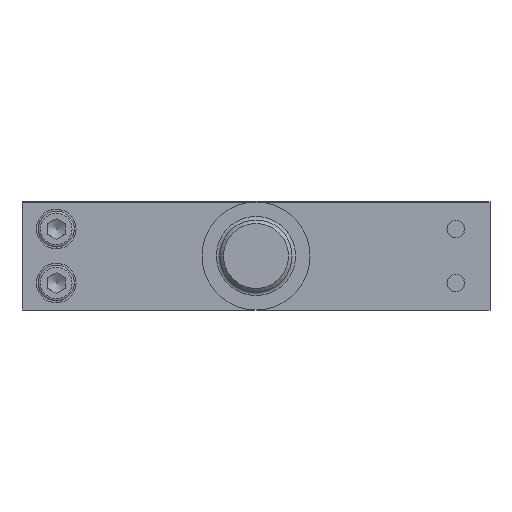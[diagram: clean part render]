
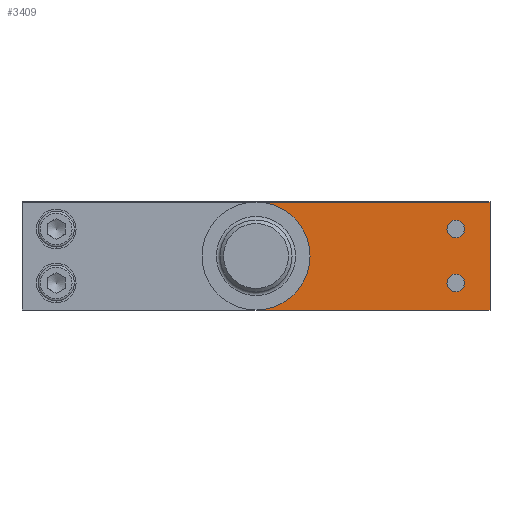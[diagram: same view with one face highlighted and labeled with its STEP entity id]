
A CAD part, front view. The second image highlights one B-rep face of the part: STEP entity #3409.
In plain terms, the highlighted planar face has unit normal (0, -1, 0).
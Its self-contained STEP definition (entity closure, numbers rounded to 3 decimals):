
#228=FACE_BOUND('',#1201,.T.);
#229=FACE_BOUND('',#1202,.T.);
#269=PLANE('',#3666);
#411=LINE('',#5168,#693);
#412=LINE('',#5170,#694);
#413=LINE('',#5171,#695);
#693=VECTOR('',#4120,10.);
#694=VECTOR('',#4121,10.);
#695=VECTOR('',#4122,10.);
#1005=FACE_OUTER_BOUND('',#1200,.T.);
#1200=EDGE_LOOP('',(#2509,#2510,#2511,#2512,#2513));
#1201=EDGE_LOOP('',(#2514,#2515));
#1202=EDGE_LOOP('',(#2516,#2517));
#1425=CIRCLE('',#3644,2.459);
#1426=CIRCLE('',#3645,2.459);
#1428=CIRCLE('',#3648,2.459);
#1429=CIRCLE('',#3649,2.459);
#1436=CIRCLE('',#3662,15.);
#1438=CIRCLE('',#3664,15.);
#1608=VERTEX_POINT('',#5117);
#1609=VERTEX_POINT('',#5118);
#1611=VERTEX_POINT('',#5125);
#1612=VERTEX_POINT('',#5126);
#1619=VERTEX_POINT('',#5153);
#1620=VERTEX_POINT('',#5155);
#1621=VERTEX_POINT('',#5157);
#1624=VERTEX_POINT('',#5167);
#1625=VERTEX_POINT('',#5169);
#1952=EDGE_CURVE('',#1608,#1609,#1425,.T.);
#1953=EDGE_CURVE('',#1609,#1608,#1426,.T.);
#1956=EDGE_CURVE('',#1611,#1612,#1428,.T.);
#1957=EDGE_CURVE('',#1612,#1611,#1429,.T.);
#1971=EDGE_CURVE('',#1620,#1619,#1436,.T.);
#1973=EDGE_CURVE('',#1619,#1621,#1438,.T.);
#1977=EDGE_CURVE('',#1624,#1621,#411,.T.);
#1978=EDGE_CURVE('',#1624,#1625,#412,.T.);
#1979=EDGE_CURVE('',#1625,#1620,#413,.T.);
#2509=ORIENTED_EDGE('',*,*,#1971,.T.);
#2510=ORIENTED_EDGE('',*,*,#1973,.T.);
#2511=ORIENTED_EDGE('',*,*,#1977,.F.);
#2512=ORIENTED_EDGE('',*,*,#1978,.T.);
#2513=ORIENTED_EDGE('',*,*,#1979,.T.);
#2514=ORIENTED_EDGE('',*,*,#1952,.T.);
#2515=ORIENTED_EDGE('',*,*,#1953,.T.);
#2516=ORIENTED_EDGE('',*,*,#1956,.T.);
#2517=ORIENTED_EDGE('',*,*,#1957,.T.);
#3409=ADVANCED_FACE('',(#1005,#228,#229),#269,.T.);
#3644=AXIS2_PLACEMENT_3D('',#5119,#4063,#4064);
#3645=AXIS2_PLACEMENT_3D('',#5120,#4065,#4066);
#3648=AXIS2_PLACEMENT_3D('',#5127,#4072,#4073);
#3649=AXIS2_PLACEMENT_3D('',#5128,#4074,#4075);
#3662=AXIS2_PLACEMENT_3D('',#5156,#4107,#4108);
#3664=AXIS2_PLACEMENT_3D('',#5159,#4111,#4112);
#3666=AXIS2_PLACEMENT_3D('',#5166,#4118,#4119);
#4063=DIRECTION('center_axis',(0.,1.,0.));
#4064=DIRECTION('ref_axis',(1.,0.,0.));
#4065=DIRECTION('center_axis',(0.,1.,0.));
#4066=DIRECTION('ref_axis',(1.,0.,0.));
#4072=DIRECTION('center_axis',(0.,1.,0.));
#4073=DIRECTION('ref_axis',(1.,0.,0.));
#4074=DIRECTION('center_axis',(0.,1.,0.));
#4075=DIRECTION('ref_axis',(1.,0.,0.));
#4107=DIRECTION('center_axis',(0.,1.,0.));
#4108=DIRECTION('ref_axis',(-1.,0.,0.));
#4111=DIRECTION('center_axis',(0.,1.,0.));
#4112=DIRECTION('ref_axis',(-1.,0.,0.));
#4118=DIRECTION('center_axis',(0.,-1.,0.));
#4119=DIRECTION('ref_axis',(0.,0.,-1.));
#4120=DIRECTION('',(-1.,0.,0.));
#4121=DIRECTION('',(0.,0.,1.));
#4122=DIRECTION('',(-1.,0.,0.));
#5117=CARTESIAN_POINT('',(122.959,0.,7.5));
#5118=CARTESIAN_POINT('',(118.042,0.,7.5));
#5119=CARTESIAN_POINT('Origin',(120.5,0.,7.5));
#5120=CARTESIAN_POINT('Origin',(120.5,0.,7.5));
#5125=CARTESIAN_POINT('',(122.959,0.,22.5));
#5126=CARTESIAN_POINT('',(118.042,0.,22.5));
#5127=CARTESIAN_POINT('Origin',(120.5,0.,22.5));
#5128=CARTESIAN_POINT('Origin',(120.5,0.,22.5));
#5153=CARTESIAN_POINT('',(80.,0.,15.));
#5155=CARTESIAN_POINT('',(65.,0.,30.));
#5156=CARTESIAN_POINT('Origin',(65.,0.,15.));
#5157=CARTESIAN_POINT('',(65.,0.,0.));
#5159=CARTESIAN_POINT('Origin',(65.,0.,15.));
#5166=CARTESIAN_POINT('Origin',(130.,0.,0.));
#5167=CARTESIAN_POINT('',(130.,0.,0.));
#5168=CARTESIAN_POINT('',(130.,0.,0.));
#5169=CARTESIAN_POINT('',(130.,0.,30.));
#5170=CARTESIAN_POINT('',(130.,0.,0.));
#5171=CARTESIAN_POINT('',(130.,0.,30.));
